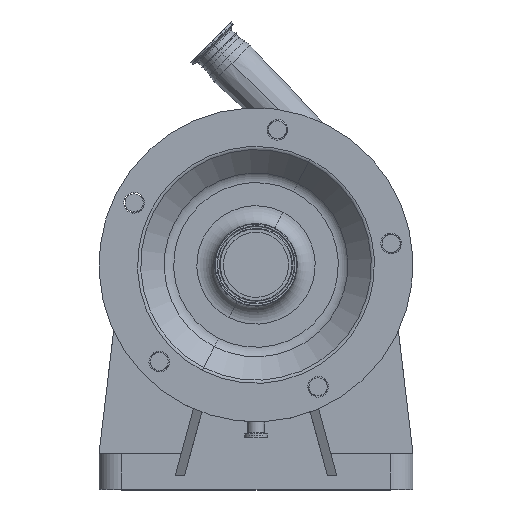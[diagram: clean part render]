
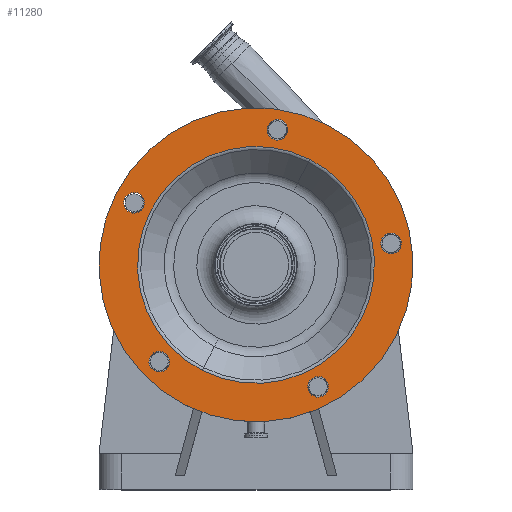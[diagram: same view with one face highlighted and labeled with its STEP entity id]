
A CAD part, top view. The second image highlights one B-rep face of the part: STEP entity #11280.
In plain terms, the highlighted planar face has unit normal (0, 0, 1).
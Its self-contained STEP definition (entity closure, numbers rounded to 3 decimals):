
#23 = DIRECTION ( 'NONE',  ( 0.454, 0.891, 0. ) ) ;
#87 = CARTESIAN_POINT ( 'NONE',  ( 29.077, 160.869, 289.5 ) ) ;
#163 = ORIENTED_EDGE ( 'NONE', *, *, #7548, .T. ) ;
#230 = FACE_BOUND ( 'NONE', #10451, .T. ) ;
#368 = VERTEX_POINT ( 'NONE', #7340 ) ;
#383 = DIRECTION ( 'NONE',  ( 0.454, 0.891, 0. ) ) ;
#395 = CIRCLE ( 'NONE', #1534, 11.5 ) ;
#520 = DIRECTION ( 'NONE',  ( 0.454, 0.891, 0. ) ) ;
#803 = DIRECTION ( 'NONE',  ( 0.454, 0.891, 0. ) ) ;
#804 = CARTESIAN_POINT ( 'NONE',  ( -135.878, 69.234, 289.5 ) ) ;
#1031 = CARTESIAN_POINT ( 'NONE',  ( 23.856, 150.622, 289.5 ) ) ;
#1106 = DIRECTION ( 'NONE',  ( 0., 0., -1. ) ) ;
#1120 = EDGE_CURVE ( 'NONE', #11608, #5301, #1278, .T. ) ;
#1267 = CARTESIAN_POINT ( 'NONE',  ( 69.234, -135.878, 289.5 ) ) ;
#1278 = CIRCLE ( 'NONE', #3807, 11.5 ) ;
#1312 = AXIS2_PLACEMENT_3D ( 'NONE', #2230, #10995, #803 ) ;
#1437 = EDGE_CURVE ( 'NONE', #4366, #6235, #9527, .T. ) ;
#1449 = DIRECTION ( 'NONE',  ( 0., 0., -1. ) ) ;
#1534 = AXIS2_PLACEMENT_3D ( 'NONE', #9145, #5798, #7761 ) ;
#1676 = ORIENTED_EDGE ( 'NONE', *, *, #10801, .F. ) ;
#1721 = VERTEX_POINT ( 'NONE', #5775 ) ;
#1770 = ORIENTED_EDGE ( 'NONE', *, *, #9994, .F. ) ;
#1905 = EDGE_CURVE ( 'NONE', #3061, #10280, #12625, .T. ) ;
#1908 = ORIENTED_EDGE ( 'NONE', *, *, #1120, .F. ) ;
#2001 = EDGE_LOOP ( 'NONE', ( #2496, #163 ) ) ;
#2174 = DIRECTION ( 'NONE',  ( 0., 0., 1. ) ) ;
#2230 = CARTESIAN_POINT ( 'NONE',  ( 69.234, -135.878, 289.5 ) ) ;
#2254 = AXIS2_PLACEMENT_3D ( 'NONE', #804, #14058, #12076 ) ;
#2349 = CARTESIAN_POINT ( 'NONE',  ( 145.402, 13.61, 289.5 ) ) ;
#2391 = ORIENTED_EDGE ( 'NONE', *, *, #1437, .F. ) ;
#2423 = DIRECTION ( 'NONE',  ( 0., 0., 1. ) ) ;
#2440 = AXIS2_PLACEMENT_3D ( 'NONE', #1031, #6259, #7608 ) ;
#2466 = FACE_OUTER_BOUND ( 'NONE', #13496, .T. ) ;
#2496 = ORIENTED_EDGE ( 'NONE', *, *, #1905, .T. ) ;
#2562 = VERTEX_POINT ( 'NONE', #87 ) ;
#2662 = AXIS2_PLACEMENT_3D ( 'NONE', #5779, #1449, #9118 ) ;
#2746 = CARTESIAN_POINT ( 'NONE',  ( 150.622, 23.856, 289.5 ) ) ;
#2777 = ORIENTED_EDGE ( 'NONE', *, *, #4166, .F. ) ;
#2802 = ORIENTED_EDGE ( 'NONE', *, *, #8364, .F. ) ;
#2926 = VERTEX_POINT ( 'NONE', #5888 ) ;
#3061 = VERTEX_POINT ( 'NONE', #7467 ) ;
#3128 = EDGE_LOOP ( 'NONE', ( #5008, #2391 ) ) ;
#3265 = CARTESIAN_POINT ( 'NONE',  ( 0., 0., 289.5 ) ) ;
#3807 = AXIS2_PLACEMENT_3D ( 'NONE', #1267, #2423, #6079 ) ;
#3844 = CARTESIAN_POINT ( 'NONE',  ( -107.834, -107.834, 289.5 ) ) ;
#3904 = DIRECTION ( 'NONE',  ( 0., 0., 1. ) ) ;
#4022 = AXIS2_PLACEMENT_3D ( 'NONE', #12811, #2174, #23 ) ;
#4057 = CARTESIAN_POINT ( 'NONE',  ( 0., 0., 289.5 ) ) ;
#4093 = ORIENTED_EDGE ( 'NONE', *, *, #4686, .F. ) ;
#4166 = EDGE_CURVE ( 'NONE', #5441, #2926, #10751, .T. ) ;
#4195 = CARTESIAN_POINT ( 'NONE',  ( -135.878, 69.234, 289.5 ) ) ;
#4366 = VERTEX_POINT ( 'NONE', #7866 ) ;
#4567 = CIRCLE ( 'NONE', #14044, 132.071 ) ;
#4629 = FACE_BOUND ( 'NONE', #2001, .T. ) ;
#4686 = EDGE_CURVE ( 'NONE', #7360, #2562, #6818, .T. ) ;
#4736 = CARTESIAN_POINT ( 'NONE',  ( 18.635, 140.376, 289.5 ) ) ;
#4991 = DIRECTION ( 'NONE',  ( 0., 0., 1. ) ) ;
#5008 = ORIENTED_EDGE ( 'NONE', *, *, #6394, .F. ) ;
#5300 = DIRECTION ( 'NONE',  ( -0.454, -0.891, 0. ) ) ;
#5301 = VERTEX_POINT ( 'NONE', #11201 ) ;
#5423 = DIRECTION ( 'NONE',  ( 0., 0., 1. ) ) ;
#5439 = DIRECTION ( 'NONE',  ( 0., 0., -1. ) ) ;
#5441 = VERTEX_POINT ( 'NONE', #5896 ) ;
#5502 = DIRECTION ( 'NONE',  ( -0.454, -0.891, 0. ) ) ;
#5523 = CARTESIAN_POINT ( 'NONE',  ( 0., 0., 289.5 ) ) ;
#5775 = CARTESIAN_POINT ( 'NONE',  ( 155.843, 34.103, 289.5 ) ) ;
#5779 = CARTESIAN_POINT ( 'NONE',  ( -155.926, 79.448, 289.5 ) ) ;
#5798 = DIRECTION ( 'NONE',  ( 0., 0., 1. ) ) ;
#5857 = DIRECTION ( 'NONE',  ( 0., 0., 1. ) ) ;
#5888 = CARTESIAN_POINT ( 'NONE',  ( 79.448, 155.926, 289.5 ) ) ;
#5896 = CARTESIAN_POINT ( 'NONE',  ( -79.448, -155.926, 289.5 ) ) ;
#6079 = DIRECTION ( 'NONE',  ( 0.454, 0.891, 0. ) ) ;
#6110 = AXIS2_PLACEMENT_3D ( 'NONE', #7142, #10148, #9052 ) ;
#6235 = VERTEX_POINT ( 'NONE', #10798 ) ;
#6259 = DIRECTION ( 'NONE',  ( 0., 0., 1. ) ) ;
#6394 = EDGE_CURVE ( 'NONE', #6235, #4366, #11050, .T. ) ;
#6515 = EDGE_CURVE ( 'NONE', #2926, #5441, #13580, .T. ) ;
#6548 = AXIS2_PLACEMENT_3D ( 'NONE', #2746, #3904, #7149 ) ;
#6818 = CIRCLE ( 'NONE', #2440, 11.5 ) ;
#6869 = FACE_BOUND ( 'NONE', #3128, .T. ) ;
#7142 = CARTESIAN_POINT ( 'NONE',  ( 0., 0., 289.5 ) ) ;
#7149 = DIRECTION ( 'NONE',  ( 0.454, 0.891, 0. ) ) ;
#7340 = CARTESIAN_POINT ( 'NONE',  ( -113.055, -118.08, 289.5 ) ) ;
#7360 = VERTEX_POINT ( 'NONE', #4736 ) ;
#7454 = ORIENTED_EDGE ( 'NONE', *, *, #12198, .F. ) ;
#7467 = CARTESIAN_POINT ( 'NONE',  ( -59.959, -117.676, 289.5 ) ) ;
#7529 = CIRCLE ( 'NONE', #1312, 11.5 ) ;
#7548 = EDGE_CURVE ( 'NONE', #10280, #3061, #4567, .T. ) ;
#7608 = DIRECTION ( 'NONE',  ( 0.454, 0.891, 0. ) ) ;
#7761 = DIRECTION ( 'NONE',  ( 0.454, 0.891, 0. ) ) ;
#7797 = EDGE_LOOP ( 'NONE', ( #14131, #1908 ) ) ;
#7866 = CARTESIAN_POINT ( 'NONE',  ( -141.099, 58.987, 289.5 ) ) ;
#7890 = FACE_BOUND ( 'NONE', #7797, .T. ) ;
#8200 = DIRECTION ( 'NONE',  ( -0.454, -0.891, 0. ) ) ;
#8364 = EDGE_CURVE ( 'NONE', #368, #11561, #11061, .T. ) ;
#8372 = EDGE_LOOP ( 'NONE', ( #1676, #1770 ) ) ;
#8374 = CARTESIAN_POINT ( 'NONE',  ( 64.013, -146.125, 289.5 ) ) ;
#9052 = DIRECTION ( 'NONE',  ( -0.454, -0.891, 0. ) ) ;
#9118 = DIRECTION ( 'NONE',  ( -0.454, -0.891, 0. ) ) ;
#9139 = CIRCLE ( 'NONE', #4022, 11.5 ) ;
#9145 = CARTESIAN_POINT ( 'NONE',  ( 23.856, 150.622, 289.5 ) ) ;
#9506 = DIRECTION ( 'NONE',  ( 0., 0., -1. ) ) ;
#9512 = CARTESIAN_POINT ( 'NONE',  ( 59.959, 117.676, 289.5 ) ) ;
#9527 = CIRCLE ( 'NONE', #11153, 11.5 ) ;
#9867 = CIRCLE ( 'NONE', #11716, 11.5 ) ;
#9994 = EDGE_CURVE ( 'NONE', #13492, #1721, #10271, .T. ) ;
#10148 = DIRECTION ( 'NONE',  ( 0., 0., -1. ) ) ;
#10271 = CIRCLE ( 'NONE', #6548, 11.5 ) ;
#10280 = VERTEX_POINT ( 'NONE', #9512 ) ;
#10451 = EDGE_LOOP ( 'NONE', ( #7454, #4093 ) ) ;
#10751 = CIRCLE ( 'NONE', #6110, 175. ) ;
#10798 = CARTESIAN_POINT ( 'NONE',  ( -130.658, 79.48, 289.5 ) ) ;
#10801 = EDGE_CURVE ( 'NONE', #1721, #13492, #9139, .T. ) ;
#10995 = DIRECTION ( 'NONE',  ( 0., 0., 1. ) ) ;
#11050 = CIRCLE ( 'NONE', #2254, 11.5 ) ;
#11061 = CIRCLE ( 'NONE', #13362, 11.5 ) ;
#11153 = AXIS2_PLACEMENT_3D ( 'NONE', #4195, #5423, #12083 ) ;
#11201 = CARTESIAN_POINT ( 'NONE',  ( 74.454, -125.632, 289.5 ) ) ;
#11246 = CARTESIAN_POINT ( 'NONE',  ( -107.834, -107.834, 289.5 ) ) ;
#11280 = ADVANCED_FACE ( 'NONE', ( #13397, #7890, #12452, #230, #4629, #2466, #6869 ), #11301, .F. ) ;
#11301 = PLANE ( 'NONE',  #2662 ) ;
#11561 = VERTEX_POINT ( 'NONE', #12708 ) ;
#11608 = VERTEX_POINT ( 'NONE', #8374 ) ;
#11671 = AXIS2_PLACEMENT_3D ( 'NONE', #4057, #9506, #8200 ) ;
#11716 = AXIS2_PLACEMENT_3D ( 'NONE', #3844, #4991, #383 ) ;
#12076 = DIRECTION ( 'NONE',  ( 0.454, 0.891, 0. ) ) ;
#12083 = DIRECTION ( 'NONE',  ( 0.454, 0.891, 0. ) ) ;
#12142 = AXIS2_PLACEMENT_3D ( 'NONE', #3265, #1106, #5502 ) ;
#12198 = EDGE_CURVE ( 'NONE', #2562, #7360, #395, .T. ) ;
#12452 = FACE_BOUND ( 'NONE', #8372, .T. ) ;
#12498 = EDGE_CURVE ( 'NONE', #5301, #11608, #7529, .T. ) ;
#12625 = CIRCLE ( 'NONE', #11671, 132.071 ) ;
#12708 = CARTESIAN_POINT ( 'NONE',  ( -102.613, -97.587, 289.5 ) ) ;
#12811 = CARTESIAN_POINT ( 'NONE',  ( 150.622, 23.856, 289.5 ) ) ;
#13146 = ORIENTED_EDGE ( 'NONE', *, *, #14100, .F. ) ;
#13362 = AXIS2_PLACEMENT_3D ( 'NONE', #11246, #5857, #520 ) ;
#13397 = FACE_BOUND ( 'NONE', #13869, .T. ) ;
#13492 = VERTEX_POINT ( 'NONE', #2349 ) ;
#13496 = EDGE_LOOP ( 'NONE', ( #2777, #13733 ) ) ;
#13580 = CIRCLE ( 'NONE', #12142, 175. ) ;
#13733 = ORIENTED_EDGE ( 'NONE', *, *, #6515, .F. ) ;
#13869 = EDGE_LOOP ( 'NONE', ( #13146, #2802 ) ) ;
#14044 = AXIS2_PLACEMENT_3D ( 'NONE', #5523, #5439, #5300 ) ;
#14058 = DIRECTION ( 'NONE',  ( 0., 0., 1. ) ) ;
#14100 = EDGE_CURVE ( 'NONE', #11561, #368, #9867, .T. ) ;
#14131 = ORIENTED_EDGE ( 'NONE', *, *, #12498, .F. ) ;
